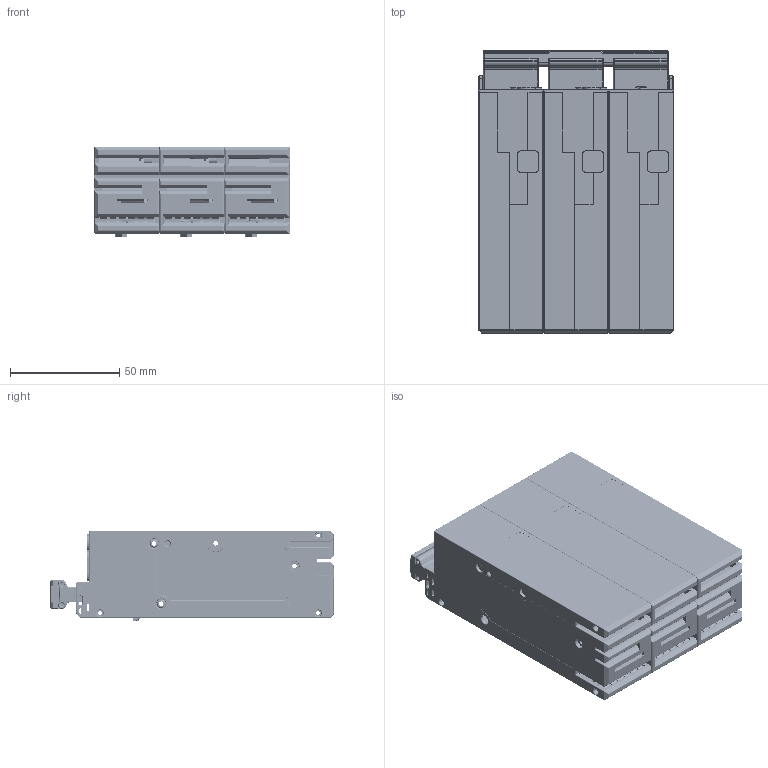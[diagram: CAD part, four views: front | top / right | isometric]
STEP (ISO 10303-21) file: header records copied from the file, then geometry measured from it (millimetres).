
FILE_DESCRIPTION((''),'2;1');
FILE_NAME('CB-125CX_3PN_ASM','2023-08-14T16:48:43',('chentr'),(''),'CREO PARAMETRIC BY PTC INC, 2020044','CREO PARAMETRIC BY PTC INC, 2020044','');
FILE_SCHEMA(('CONFIG_CONTROL_DESIGN','SHAPE_APPEARANCE_LAYERS_GROUPS'));
Products named in the file (32): 8ZTD_024_1043_3_3_1_1; 8ZTD_271_342_3_2_1_1; 8ZTD_233_523_3_2_1_1; 5ZTD_550_884_ASM_3_ASM_2_ASM_1__ASM; 5ZTD_615_898_AF0_ASM_3_ASM_2_AS_ASM; 8ZTD_110_048_3_2_1_1; 8ZTD_505_569_3_2_1_1; 5ZTD_558_1044_AF0_ASM_3_ASM_2_A_ASM; 5ZTD_104_537_AF1_ASM_3_ASM_2_AS_ASM; 8253M1676_6_1_1; 8051M1631_3_1_1; 8ZTD_315_1743_3_2_1_1; 6ZTD_225_409_ASM_3_ASM_3_ASM_1__ASM; 8ZTD_024_1044_3_2_1_1; 5ZTD_615_898_AF2_ASM_3_ASM_1_AS_ASM; 5ZTD_558_1044_AF2_ASM_3_ASM_1_A_ASM; 5ZTD_104_537_AF2_ASM_3_ASM_1_AS_ASM; 8253M1676_6_1; 8051M1631_3_1; 6ZTD_225_410_ASM_2_ASM_1_ASM_1__ASM; 5ZTD_615_898_AF1_ASM_3_ASM_2_AS_ASM; 5ZTD_558_1044_AF1_ASM_3_ASM_2_A_ASM; 5ZTD_104_537_AF0_ASM_3_ASM_2_AS_ASM; 8ZTD_315_1742_3_3_1_1; 6ZTD_225_412_ASM_2_ASM_4_ASM_1__ASM; 8ZTD_259_242_2_1_1_1; 8ZTD_371_1619_3_1_1_1; 8ZTD050733_1_1_1; 2ZTD_256_823_ASM_1_ASM_2_ASM_1__ASM; CB-125CTX_3PN_ASM_1_ASM_1_ASM; CB-125CTX_3PN_ASM_ASM_1_ASM; CB-125CX_3PN_ASM
Assembly tree (46 placements, depth 8):
  CB-125CX_3PN_ASM
    CB-125CTX_3PN_ASM_ASM_1_ASM
      CB-125CTX_3PN_ASM_1_ASM_1_ASM
        2ZTD_256_823_ASM_1_ASM_2_ASM_1__ASM
          6ZTD_225_409_ASM_3_ASM_3_ASM_1__ASM
            8ZTD_024_1043_3_3_1_1
            8ZTD_271_342_3_2_1_1
            8ZTD_233_523_3_2_1_1
            5ZTD_104_537_AF1_ASM_3_ASM_2_AS_ASM
              5ZTD_558_1044_AF0_ASM_3_ASM_2_A_ASM
                5ZTD_550_884_ASM_3_ASM_2_ASM_1__ASM
                5ZTD_615_898_AF0_ASM_3_ASM_2_AS_ASM
                8ZTD_110_048_3_2_1_1
                8ZTD_505_569_3_2_1_1
            8253M1676_6_1_1
            8051M1631_3_1_1
            8ZTD_315_1743_3_2_1_1
          6ZTD_225_410_ASM_2_ASM_1_ASM_1__ASM
            8ZTD_024_1044_3_2_1_1
            8ZTD_271_342_3_2_1_1
            8ZTD_233_523_3_2_1_1
            5ZTD_104_537_AF2_ASM_3_ASM_1_AS_ASM
              5ZTD_558_1044_AF2_ASM_3_ASM_1_A_ASM
                5ZTD_550_884_ASM_3_ASM_2_ASM_1__ASM
                5ZTD_615_898_AF2_ASM_3_ASM_1_AS_ASM
                8ZTD_110_048_3_2_1_1
                8ZTD_505_569_3_2_1_1
            8253M1676_6_1
            8051M1631_3_1
            8ZTD_315_1743_3_2_1_1
          6ZTD_225_412_ASM_2_ASM_4_ASM_1__ASM
            8ZTD_024_1044_3_2_1_1
            8ZTD_271_342_3_2_1_1
            8ZTD_233_523_3_2_1_1
            5ZTD_104_537_AF0_ASM_3_ASM_2_AS_ASM
              5ZTD_558_1044_AF1_ASM_3_ASM_2_A_ASM
                5ZTD_550_884_ASM_3_ASM_2_ASM_1__ASM
                5ZTD_615_898_AF1_ASM_3_ASM_2_AS_ASM
                8ZTD_110_048_3_2_1_1
                8ZTD_505_569_3_2_1_1
            8253M1676_6_1
            8ZTD_315_1742_3_3_1_1
          8ZTD_259_242_2_1_1_1
          8ZTD_371_1619_3_1_1_1  x3
          8ZTD050733_1_1_1
Bounding box: 89.4 x 129.71 x 41.6 mm (x, y, z)
Volume: 115377.2 mm3; surface area: 171838.5 mm2
Topology: 22 solids, 25 shells, 5966 faces, 17358 edges, 11357 vertices
Faces by surface type: plane 3552, cylinder 1770, torus 230, cone 211, sphere 125, bspline 78
Entity records: 177848 total; most frequent: CARTESIAN_POINT 29428, ORIENTED_EDGE 24478, DIRECTION 23989, EDGE_CURVE 12241, VECTOR 8409, LINE 8409, VERTEX_POINT 8039, PRESENTATION_STYLE_ASSIGNMENT 8029
